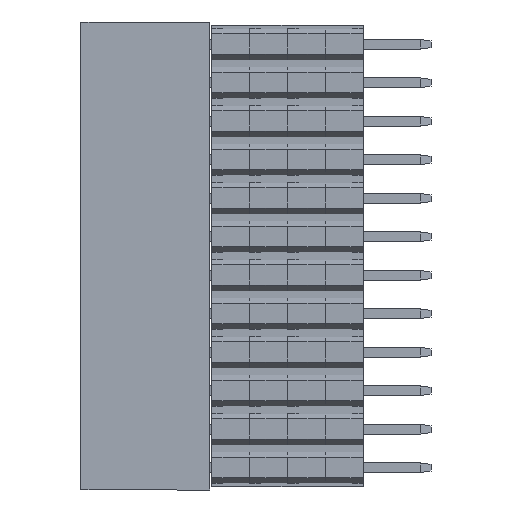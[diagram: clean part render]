
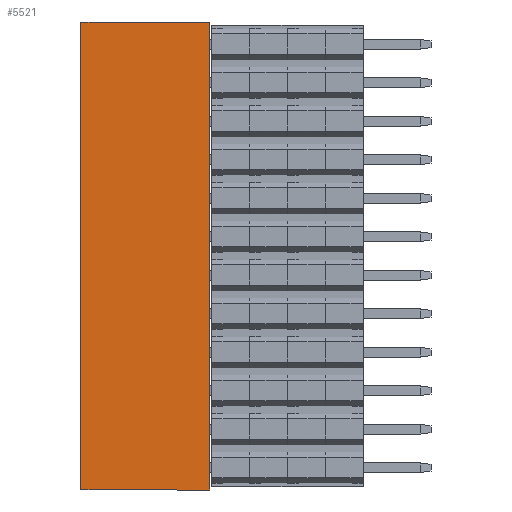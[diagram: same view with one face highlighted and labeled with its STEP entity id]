
A CAD part, left-side view. The second image highlights one B-rep face of the part: STEP entity #5521.
In plain terms, the highlighted face is planar.
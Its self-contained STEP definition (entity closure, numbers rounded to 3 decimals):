
#75=CARTESIAN_POINT('',(-15.44,4.25,-3.));
#76=VERTEX_POINT('',#75);
#86=CARTESIAN_POINT('',(-15.44,-4.25,-3.));
#87=VERTEX_POINT('',#86);
#88=CARTESIAN_POINT('',(-15.44,4.25,-3.));
#89=CARTESIAN_POINT('',(-15.44,2.55,-3.));
#90=CARTESIAN_POINT('',(-15.44,0.85,-3.));
#91=CARTESIAN_POINT('',(-15.44,-0.85,-3.));
#92=CARTESIAN_POINT('',(-15.44,-2.55,-3.));
#93=CARTESIAN_POINT('',(-15.44,-4.25,-3.));
#94=B_SPLINE_CURVE_WITH_KNOTS('',5,(#88,#89,#90,#91,#92,#93),.UNSPECIFIED.,.F.,.U.,(6,6),(0.,8.5),.UNSPECIFIED.);
#95=EDGE_CURVE('',#76,#87,#94,.T.);
#4578=CARTESIAN_POINT('',(15.44,4.25,-3.));
#4579=VERTEX_POINT('',#4578);
#4589=CARTESIAN_POINT('',(-15.44,4.25,-3.));
#4590=CARTESIAN_POINT('',(-9.264,4.25,-3.));
#4591=CARTESIAN_POINT('',(-3.088,4.25,-3.));
#4592=CARTESIAN_POINT('',(3.088,4.25,-3.));
#4593=CARTESIAN_POINT('',(9.264,4.25,-3.));
#4594=CARTESIAN_POINT('',(15.44,4.25,-3.));
#4595=B_SPLINE_CURVE_WITH_KNOTS('',5,(#4589,#4590,#4591,#4592,#4593,#4594),.UNSPECIFIED.,.F.,.U.,(6,6),(0.,30.88),.UNSPECIFIED.);
#4596=EDGE_CURVE('',#76,#4579,#4595,.T.);
#5492=CARTESIAN_POINT('',(0.,0.,-3.));
#5493=DIRECTION('',(-1.,0.,0.));
#5494=DIRECTION('',(0.,0.,-1.));
#5495=AXIS2_PLACEMENT_3D('',#5492,#5494,#5493);
#5496=PLANE('',#5495);
#5497=CARTESIAN_POINT('',(15.44,-4.25,-3.));
#5498=VERTEX_POINT('',#5497);
#5499=CARTESIAN_POINT('',(15.44,4.25,-3.));
#5500=CARTESIAN_POINT('',(15.44,2.55,-3.));
#5501=CARTESIAN_POINT('',(15.44,0.85,-3.));
#5502=CARTESIAN_POINT('',(15.44,-0.85,-3.));
#5503=CARTESIAN_POINT('',(15.44,-2.55,-3.));
#5504=CARTESIAN_POINT('',(15.44,-4.25,-3.));
#5505=B_SPLINE_CURVE_WITH_KNOTS('',5,(#5499,#5500,#5501,#5502,#5503,#5504),.UNSPECIFIED.,.F.,.U.,(6,6),(0.,8.5),.UNSPECIFIED.);
#5506=EDGE_CURVE('',#4579,#5498,#5505,.T.);
#5507=ORIENTED_EDGE('',*,*,#5506,.T.);
#5508=CARTESIAN_POINT('',(-15.44,-4.25,-3.));
#5509=CARTESIAN_POINT('',(-9.264,-4.25,-3.));
#5510=CARTESIAN_POINT('',(-3.088,-4.25,-3.));
#5511=CARTESIAN_POINT('',(3.088,-4.25,-3.));
#5512=CARTESIAN_POINT('',(9.264,-4.25,-3.));
#5513=CARTESIAN_POINT('',(15.44,-4.25,-3.));
#5514=B_SPLINE_CURVE_WITH_KNOTS('',5,(#5508,#5509,#5510,#5511,#5512,#5513),.UNSPECIFIED.,.F.,.U.,(6,6),(0.,30.88),.UNSPECIFIED.);
#5515=EDGE_CURVE('',#87,#5498,#5514,.T.);
#5516=ORIENTED_EDGE('',*,*,#5515,.F.);
#5517=ORIENTED_EDGE('',*,*,#95,.F.);
#5518=ORIENTED_EDGE('',*,*,#4596,.T.);
#5519=EDGE_LOOP('',(#5507,#5516,#5517,#5518));
#5520=FACE_OUTER_BOUND('',#5519,.T.);
#5521=ADVANCED_FACE('',(#5520),#5496,.T.);
